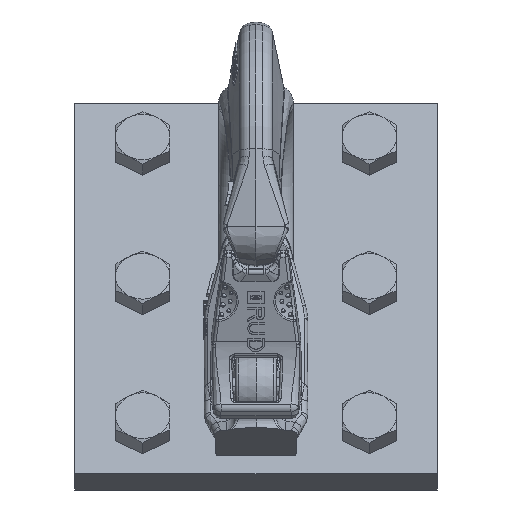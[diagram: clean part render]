
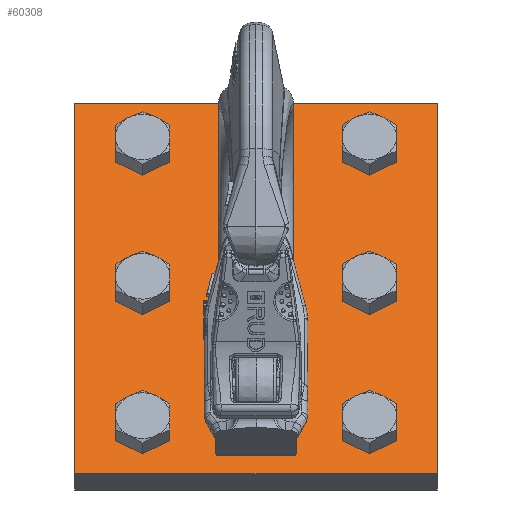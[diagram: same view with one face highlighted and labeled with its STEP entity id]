
A CAD part, left-side view. The second image highlights one B-rep face of the part: STEP entity #60308.
In plain terms, the highlighted face is planar.
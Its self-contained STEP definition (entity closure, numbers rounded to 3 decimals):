
#59977=CARTESIAN_POINT('',(75.,110.,0.));
#59978=DIRECTION('',(0.,0.,-1.));
#59979=DIRECTION('',(1.,0.,0.));
#59980=AXIS2_PLACEMENT_3D('',#59977,#59978,#59979);
#59982=CARTESIAN_POINT('',(75.,110.,0.));
#59983=DIRECTION('',(0.,0.,-1.));
#59984=DIRECTION('',(-1.,0.,0.));
#59985=AXIS2_PLACEMENT_3D('',#59982,#59983,#59984);
#59987=CARTESIAN_POINT('',(75.,0.,0.));
#59988=DIRECTION('',(0.,0.,-1.));
#59989=DIRECTION('',(1.,0.,0.));
#59990=AXIS2_PLACEMENT_3D('',#59987,#59988,#59989);
#59992=CARTESIAN_POINT('',(75.,0.,0.));
#59993=DIRECTION('',(0.,0.,-1.));
#59994=DIRECTION('',(-1.,0.,0.));
#59995=AXIS2_PLACEMENT_3D('',#59992,#59993,#59994);
#59997=CARTESIAN_POINT('',(75.,-110.,0.));
#59998=DIRECTION('',(0.,0.,-1.));
#59999=DIRECTION('',(1.,0.,0.));
#60000=AXIS2_PLACEMENT_3D('',#59997,#59998,#59999);
#60002=CARTESIAN_POINT('',(75.,-110.,0.));
#60003=DIRECTION('',(0.,0.,-1.));
#60004=DIRECTION('',(-1.,0.,0.));
#60005=AXIS2_PLACEMENT_3D('',#60002,#60003,#60004);
#60007=CARTESIAN_POINT('',(-75.,110.,0.));
#60008=DIRECTION('',(0.,0.,-1.));
#60009=DIRECTION('',(1.,0.,0.));
#60010=AXIS2_PLACEMENT_3D('',#60007,#60008,#60009);
#60012=CARTESIAN_POINT('',(-75.,110.,0.));
#60013=DIRECTION('',(0.,0.,-1.));
#60014=DIRECTION('',(-1.,0.,0.));
#60015=AXIS2_PLACEMENT_3D('',#60012,#60013,#60014);
#60017=CARTESIAN_POINT('',(-75.,0.,0.));
#60018=DIRECTION('',(0.,0.,-1.));
#60019=DIRECTION('',(1.,0.,0.));
#60020=AXIS2_PLACEMENT_3D('',#60017,#60018,#60019);
#60022=CARTESIAN_POINT('',(-75.,0.,0.));
#60023=DIRECTION('',(0.,0.,-1.));
#60024=DIRECTION('',(-1.,0.,0.));
#60025=AXIS2_PLACEMENT_3D('',#60022,#60023,#60024);
#60027=CARTESIAN_POINT('',(-75.,-110.,0.));
#60028=DIRECTION('',(0.,0.,-1.));
#60029=DIRECTION('',(1.,0.,0.));
#60030=AXIS2_PLACEMENT_3D('',#60027,#60028,#60029);
#60032=CARTESIAN_POINT('',(-75.,-110.,0.));
#60033=DIRECTION('',(0.,0.,-1.));
#60034=DIRECTION('',(-1.,0.,0.));
#60035=AXIS2_PLACEMENT_3D('',#60032,#60033,#60034);
#60037=DIRECTION('',(0.,-1.,0.));
#60038=VECTOR('',#60037,292.);
#60039=CARTESIAN_POINT('',(-120.,146.,0.));
#60040=LINE('',#60039,#60038);
#60041=DIRECTION('',(1.,0.,0.));
#60042=VECTOR('',#60041,240.);
#60043=CARTESIAN_POINT('',(-120.,-146.,0.));
#60044=LINE('',#60043,#60042);
#60045=DIRECTION('',(0.,1.,0.));
#60046=VECTOR('',#60045,292.);
#60047=CARTESIAN_POINT('',(120.,-146.,0.));
#60048=LINE('',#60047,#60046);
#60049=DIRECTION('',(-1.,0.,0.));
#60050=VECTOR('',#60049,240.);
#60051=CARTESIAN_POINT('',(120.,146.,0.));
#60052=LINE('',#60051,#60050);
#60193=CARTESIAN_POINT('',(87.5,110.,0.));
#60194=CARTESIAN_POINT('',(62.5,110.,0.));
#60195=VERTEX_POINT('',#60193);
#60196=VERTEX_POINT('',#60194);
#60197=CARTESIAN_POINT('',(87.5,0.,0.));
#60198=CARTESIAN_POINT('',(62.5,0.,0.));
#60199=VERTEX_POINT('',#60197);
#60200=VERTEX_POINT('',#60198);
#60201=CARTESIAN_POINT('',(87.5,-110.,0.));
#60202=CARTESIAN_POINT('',(62.5,-110.,0.));
#60203=VERTEX_POINT('',#60201);
#60204=VERTEX_POINT('',#60202);
#60205=CARTESIAN_POINT('',(-62.5,110.,0.));
#60206=CARTESIAN_POINT('',(-87.5,110.,0.));
#60207=VERTEX_POINT('',#60205);
#60208=VERTEX_POINT('',#60206);
#60209=CARTESIAN_POINT('',(-62.5,0.,0.));
#60210=CARTESIAN_POINT('',(-87.5,0.,0.));
#60211=VERTEX_POINT('',#60209);
#60212=VERTEX_POINT('',#60210);
#60213=CARTESIAN_POINT('',(-62.5,-110.,0.));
#60214=CARTESIAN_POINT('',(-87.5,-110.,0.));
#60215=VERTEX_POINT('',#60213);
#60216=VERTEX_POINT('',#60214);
#60217=CARTESIAN_POINT('',(-120.,146.,0.));
#60218=CARTESIAN_POINT('',(-120.,-146.,0.));
#60219=VERTEX_POINT('',#60217);
#60220=VERTEX_POINT('',#60218);
#60221=CARTESIAN_POINT('',(120.,-146.,0.));
#60222=VERTEX_POINT('',#60221);
#60223=CARTESIAN_POINT('',(120.,146.,0.));
#60224=VERTEX_POINT('',#60223);
#60257=CARTESIAN_POINT('',(0.,0.,0.));
#60258=DIRECTION('',(0.,0.,1.));
#60259=DIRECTION('',(1.,0.,0.));
#60260=AXIS2_PLACEMENT_3D('',#60257,#60258,#60259);
#60261=PLANE('',#60260);
#60263=ORIENTED_EDGE('',*,*,#60262,.T.);
#60265=ORIENTED_EDGE('',*,*,#60264,.T.);
#60267=ORIENTED_EDGE('',*,*,#60266,.T.);
#60269=ORIENTED_EDGE('',*,*,#60268,.T.);
#60270=EDGE_LOOP('',(#60263,#60265,#60267,#60269));
#60271=FACE_OUTER_BOUND('',#60270,.F.);
#60273=ORIENTED_EDGE('',*,*,#60272,.T.);
#60275=ORIENTED_EDGE('',*,*,#60274,.T.);
#60276=EDGE_LOOP('',(#60273,#60275));
#60277=FACE_BOUND('',#60276,.F.);
#60279=ORIENTED_EDGE('',*,*,#60278,.T.);
#60281=ORIENTED_EDGE('',*,*,#60280,.T.);
#60282=EDGE_LOOP('',(#60279,#60281));
#60283=FACE_BOUND('',#60282,.F.);
#60285=ORIENTED_EDGE('',*,*,#60284,.T.);
#60287=ORIENTED_EDGE('',*,*,#60286,.T.);
#60288=EDGE_LOOP('',(#60285,#60287));
#60289=FACE_BOUND('',#60288,.F.);
#60291=ORIENTED_EDGE('',*,*,#60290,.T.);
#60293=ORIENTED_EDGE('',*,*,#60292,.T.);
#60294=EDGE_LOOP('',(#60291,#60293));
#60295=FACE_BOUND('',#60294,.F.);
#60297=ORIENTED_EDGE('',*,*,#60296,.T.);
#60299=ORIENTED_EDGE('',*,*,#60298,.T.);
#60300=EDGE_LOOP('',(#60297,#60299));
#60301=FACE_BOUND('',#60300,.F.);
#60303=ORIENTED_EDGE('',*,*,#60302,.T.);
#60305=ORIENTED_EDGE('',*,*,#60304,.T.);
#60306=EDGE_LOOP('',(#60303,#60305));
#60307=FACE_BOUND('',#60306,.F.);
#60308=ADVANCED_FACE('',(#60271,#60277,#60283,#60289,#60295,#60301,#60307),
#60261,.F.);
#59981=CIRCLE('',#59980,12.5);
#59986=CIRCLE('',#59985,12.5);
#59991=CIRCLE('',#59990,12.5);
#59996=CIRCLE('',#59995,12.5);
#60001=CIRCLE('',#60000,12.5);
#60006=CIRCLE('',#60005,12.5);
#60011=CIRCLE('',#60010,12.5);
#60016=CIRCLE('',#60015,12.5);
#60021=CIRCLE('',#60020,12.5);
#60026=CIRCLE('',#60025,12.5);
#60031=CIRCLE('',#60030,12.5);
#60036=CIRCLE('',#60035,12.5);
#60262=EDGE_CURVE('',#60219,#60220,#60040,.T.);
#60264=EDGE_CURVE('',#60220,#60222,#60044,.T.);
#60266=EDGE_CURVE('',#60222,#60224,#60048,.T.);
#60268=EDGE_CURVE('',#60224,#60219,#60052,.T.);
#60272=EDGE_CURVE('',#60195,#60196,#59981,.T.);
#60274=EDGE_CURVE('',#60196,#60195,#59986,.T.);
#60278=EDGE_CURVE('',#60199,#60200,#59991,.T.);
#60280=EDGE_CURVE('',#60200,#60199,#59996,.T.);
#60284=EDGE_CURVE('',#60203,#60204,#60001,.T.);
#60286=EDGE_CURVE('',#60204,#60203,#60006,.T.);
#60290=EDGE_CURVE('',#60207,#60208,#60011,.T.);
#60292=EDGE_CURVE('',#60208,#60207,#60016,.T.);
#60296=EDGE_CURVE('',#60211,#60212,#60021,.T.);
#60298=EDGE_CURVE('',#60212,#60211,#60026,.T.);
#60302=EDGE_CURVE('',#60215,#60216,#60031,.T.);
#60304=EDGE_CURVE('',#60216,#60215,#60036,.T.);
